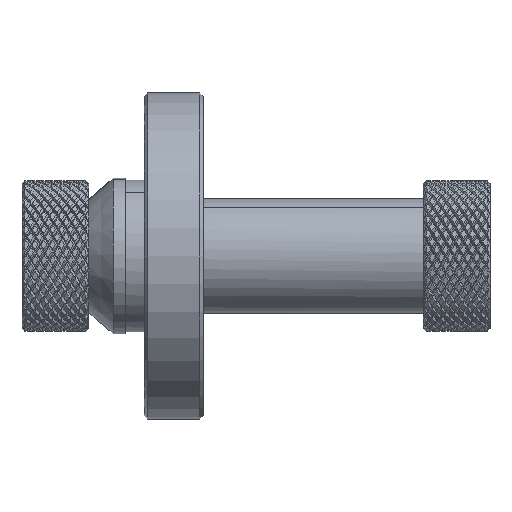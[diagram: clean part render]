
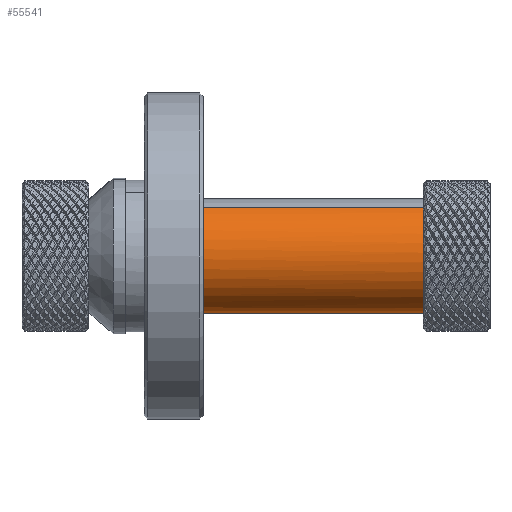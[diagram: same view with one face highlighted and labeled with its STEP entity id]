
A CAD part, left-side view. The second image highlights one B-rep face of the part: STEP entity #55541.
In plain terms, the highlighted cylindrical face has radius 12.319 mm (diameter 24.638 mm), a partial arc.
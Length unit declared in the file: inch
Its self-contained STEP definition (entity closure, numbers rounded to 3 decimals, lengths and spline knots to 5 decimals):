
#3144 = EDGE_CURVE ( 'NONE', #146319, #153613, #30152, .T. ) ;
#13004 = CIRCLE ( 'NONE', #126002, 0.485 ) ;
#13550 = CARTESIAN_POINT ( 'NONE',  ( 0., 0.74438, 0. ) ) ;
#14730 = AXIS2_PLACEMENT_3D ( 'NONE', #13550, #142983, #157834 ) ;
#25422 = LINE ( 'NONE', #92179, #29657 ) ;
#29657 = VECTOR ( 'NONE', #54489, 39.37008 ) ;
#30152 = LINE ( 'NONE', #152581, #117917 ) ;
#31704 = ORIENTED_EDGE ( 'NONE', *, *, #44159, .T. ) ;
#34517 = AXIS2_PLACEMENT_3D ( 'NONE', #126064, #47926, #139158 ) ;
#41804 = ORIENTED_EDGE ( 'NONE', *, *, #111697, .F. ) ;
#42842 = EDGE_CURVE ( 'NONE', #93254, #147528, #25422, .T. ) ;
#44159 = EDGE_CURVE ( 'NONE', #146319, #93254, #147793, .T. ) ;
#47926 = DIRECTION ( 'NONE',  ( 0., -1., 0. ) ) ;
#51124 = DIRECTION ( 'NONE',  ( 0., -1., 0. ) ) ;
#52021 = CARTESIAN_POINT ( 'NONE',  ( 0., -2.36427, 0. ) ) ;
#54489 = DIRECTION ( 'NONE',  ( 0., -1., 0. ) ) ;
#55541 = ADVANCED_FACE ( 'NONE', ( #85160 ), #85011, .T. ) ;
#56535 = AXIS2_PLACEMENT_3D ( 'NONE', #64266, #51124, #116708 ) ;
#64266 = CARTESIAN_POINT ( 'NONE',  ( 0., -0.49899, 0. ) ) ;
#65032 = EDGE_LOOP ( 'NONE', ( #31704, #109422, #113383, #41804, #151550 ) ) ;
#67839 = CARTESIAN_POINT ( 'NONE',  ( -0.26666, -0.49899, 0.40511 ) ) ;
#73414 = DIRECTION ( 'NONE',  ( 0., -1., 0. ) ) ;
#81623 = CARTESIAN_POINT ( 'NONE',  ( 0.26666, -2.36427, -0.40511 ) ) ;
#84702 = EDGE_CURVE ( 'NONE', #104312, #147528, #13004, .T. ) ;
#85011 = CYLINDRICAL_SURFACE ( 'NONE', #14730, 0.485 ) ;
#85160 = FACE_OUTER_BOUND ( 'NONE', #65032, .T. ) ;
#88898 = CARTESIAN_POINT ( 'NONE',  ( -0.44683, -2.36427, 0.18859 ) ) ;
#92179 = CARTESIAN_POINT ( 'NONE',  ( 0.26666, 0.74438, -0.40511 ) ) ;
#92526 = DIRECTION ( 'NONE',  ( 0., 0., 1. ) ) ;
#93254 = VERTEX_POINT ( 'NONE', #104369 ) ;
#104312 = VERTEX_POINT ( 'NONE', #88898 ) ;
#104369 = CARTESIAN_POINT ( 'NONE',  ( 0.26666, -0.49899, -0.40511 ) ) ;
#109422 = ORIENTED_EDGE ( 'NONE', *, *, #42842, .T. ) ;
#111697 = EDGE_CURVE ( 'NONE', #153613, #104312, #119053, .T. ) ;
#113383 = ORIENTED_EDGE ( 'NONE', *, *, #84702, .F. ) ;
#116708 = DIRECTION ( 'NONE',  ( -0.55, 0., 0.835 ) ) ;
#117917 = VECTOR ( 'NONE', #73414, 39.37008 ) ;
#119053 = CIRCLE ( 'NONE', #34517, 0.485 ) ;
#122025 = CARTESIAN_POINT ( 'NONE',  ( -0.26666, -2.36427, 0.40511 ) ) ;
#126002 = AXIS2_PLACEMENT_3D ( 'NONE', #52021, #157516, #92526 ) ;
#126064 = CARTESIAN_POINT ( 'NONE',  ( 0., -2.36427, 0. ) ) ;
#139158 = DIRECTION ( 'NONE',  ( 0., 0., 1. ) ) ;
#142983 = DIRECTION ( 'NONE',  ( 0., -1., 0. ) ) ;
#146319 = VERTEX_POINT ( 'NONE', #67839 ) ;
#147528 = VERTEX_POINT ( 'NONE', #81623 ) ;
#147793 = CIRCLE ( 'NONE', #56535, 0.485 ) ;
#151550 = ORIENTED_EDGE ( 'NONE', *, *, #3144, .F. ) ;
#152581 = CARTESIAN_POINT ( 'NONE',  ( -0.26666, 0.74438, 0.40511 ) ) ;
#153613 = VERTEX_POINT ( 'NONE', #122025 ) ;
#157516 = DIRECTION ( 'NONE',  ( 0., -1., 0. ) ) ;
#157834 = DIRECTION ( 'NONE',  ( -0.55, 0., 0.835 ) ) ;
